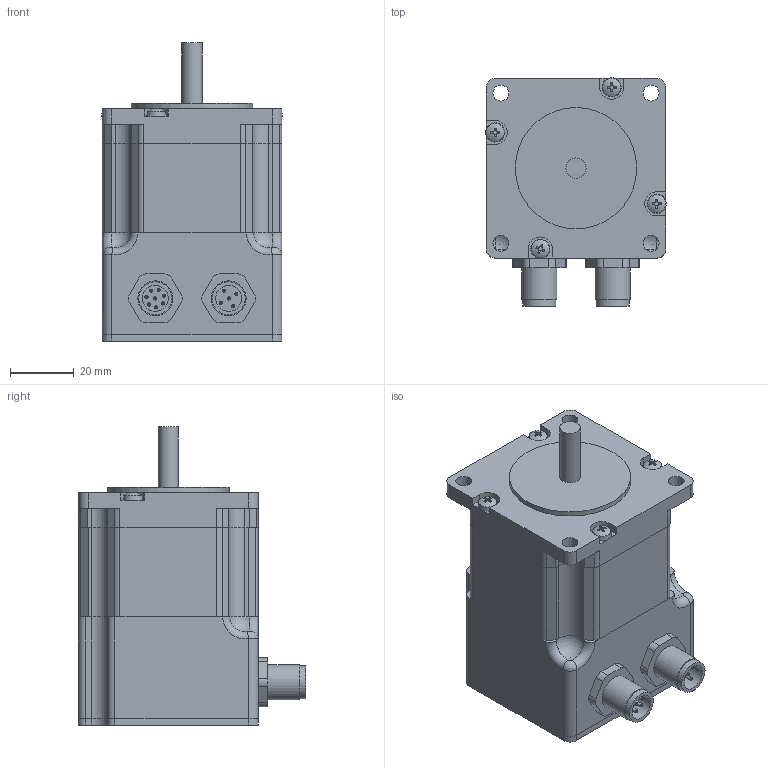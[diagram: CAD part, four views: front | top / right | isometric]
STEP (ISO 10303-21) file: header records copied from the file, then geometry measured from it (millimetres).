
FILE_DESCRIPTION((''),'2;1');
FILE_NAME('AS5918S2804-E.stp','2012-11-13T14:11:00',('wei_j'),(''),'Autodesk Inventor 2010','Autodesk Inventor 2010','');
FILE_SCHEMA(('AUTOMOTIVE_DESIGN { 1 0 10303 214 1 1 1 1 }'));
Length unit declared in the file: millimetre
Products named in the file (1): AS5918S2804-E
Bounding box: 56.7 x 71.55 x 93.6 mm (x, y, z)
Volume: 152320.8 mm3; surface area: 42773.9 mm2
Topology: 1 solids, 9 shells, 583 faces, 1505 edges, 974 vertices
Faces by surface type: plane 300, cylinder 171, cone 62, bspline 24, torus 20, sphere 6
Full cylindrical faces by diameter (mm): 1 x13, 1.3 x2, 2 x4, 2.1 x2, 2.5 x6, 2.693 x4, 2.75 x4, 3 x3, 6.35 x1, 8.2 x2, 10 x2, 10.4 x2, 11 x2, 16.5 x1, 22 x1, 26 x1, 34.9 x1, 38.1 x1
Entity records: 18458 total; most frequent: CARTESIAN_POINT 4340, DIRECTION 2942, ORIENTED_EDGE 2706, EDGE_CURVE 1353, AXIS2_PLACEMENT_3D 1136, VERTEX_POINT 931, EDGE_LOOP 764, VECTOR 670
